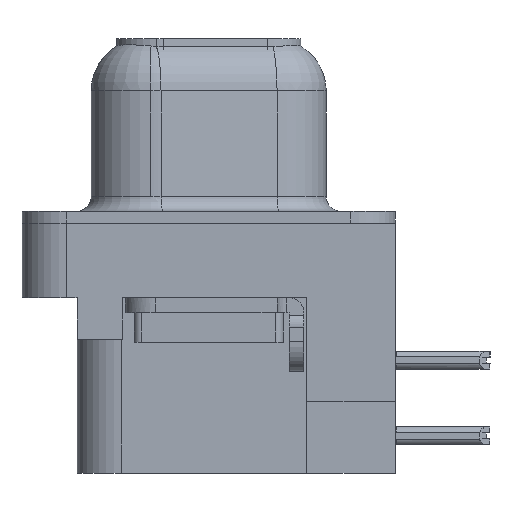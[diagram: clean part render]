
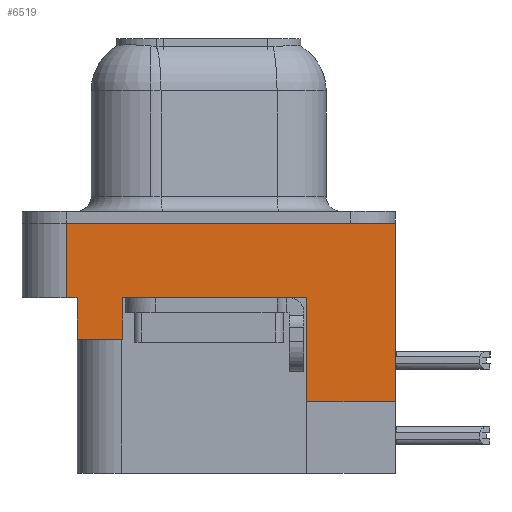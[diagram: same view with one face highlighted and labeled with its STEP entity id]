
A CAD part, left-side view. The second image highlights one B-rep face of the part: STEP entity #6519.
In plain terms, the highlighted planar face has unit normal (-1, 0, 0).
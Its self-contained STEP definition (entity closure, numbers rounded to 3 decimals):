
#235 = DIRECTION ( 'NONE',  ( 0., -1., 0. ) ) ;
#343 = CARTESIAN_POINT ( 'NONE',  ( -2.91, -6.275, 0. ) ) ;
#819 = LINE ( 'NONE', #8097, #14866 ) ;
#967 = ORIENTED_EDGE ( 'NONE', *, *, #11553, .F. ) ;
#1275 = PLANE ( 'NONE',  #5335 ) ;
#1911 = EDGE_CURVE ( 'NONE', #11520, #9265, #12392, .T. ) ;
#1931 = EDGE_LOOP ( 'NONE', ( #967, #22131, #8485, #17044, #12486, #13780, #8096, #19579, #15289, #22876 ) ) ;
#2605 = CARTESIAN_POINT ( 'NONE',  ( -2.91, 4.775, 0. ) ) ;
#2864 = VECTOR ( 'NONE', #12129, 1000. ) ;
#3775 = VECTOR ( 'NONE', #22796, 1000. ) ;
#3964 = DIRECTION ( 'NONE',  ( 0., 0., 1. ) ) ;
#4718 = CARTESIAN_POINT ( 'NONE',  ( -2.91, -6.275, -2.5 ) ) ;
#4838 = CARTESIAN_POINT ( 'NONE',  ( -2.91, 4.775, -2.5 ) ) ;
#5124 = CARTESIAN_POINT ( 'NONE',  ( -2.91, -3.295, -2.5 ) ) ;
#5335 = AXIS2_PLACEMENT_3D ( 'NONE', #4718, #19013, #8322 ) ;
#5551 = EDGE_CURVE ( 'NONE', #7067, #9794, #16195, .T. ) ;
#6026 = CARTESIAN_POINT ( 'NONE',  ( -2.91, 2.895, -2.5 ) ) ;
#6250 = LINE ( 'NONE', #16421, #15707 ) ;
#6276 = DIRECTION ( 'NONE',  ( 0., 1., 0. ) ) ;
#6519 = ADVANCED_FACE ( 'NONE', ( #20102 ), #1275, .T. ) ;
#6742 = EDGE_CURVE ( 'NONE', #14790, #22270, #12529, .T. ) ;
#7067 = VERTEX_POINT ( 'NONE', #18503 ) ;
#7812 = VECTOR ( 'NONE', #19554, 1000. ) ;
#7855 = VECTOR ( 'NONE', #10171, 1000. ) ;
#8096 = ORIENTED_EDGE ( 'NONE', *, *, #22255, .F. ) ;
#8097 = CARTESIAN_POINT ( 'NONE',  ( -2.91, -6.275, -2.5 ) ) ;
#8322 = DIRECTION ( 'NONE',  ( 0., 0., 1. ) ) ;
#8398 = VECTOR ( 'NONE', #21940, 1000. ) ;
#8485 = ORIENTED_EDGE ( 'NONE', *, *, #1911, .F. ) ;
#8544 = CARTESIAN_POINT ( 'NONE',  ( -2.91, 4.425, -3.9 ) ) ;
#8788 = LINE ( 'NONE', #15236, #14072 ) ;
#8899 = VERTEX_POINT ( 'NONE', #6026 ) ;
#9177 = EDGE_CURVE ( 'NONE', #21705, #11520, #16924, .T. ) ;
#9265 = VERTEX_POINT ( 'NONE', #343 ) ;
#9513 = CARTESIAN_POINT ( 'NONE',  ( -2.91, -6.275, -2.5 ) ) ;
#9794 = VERTEX_POINT ( 'NONE', #5124 ) ;
#10171 = DIRECTION ( 'NONE',  ( 0., 0., 1. ) ) ;
#10325 = CARTESIAN_POINT ( 'NONE',  ( -2.91, -6.275, -2.5 ) ) ;
#10355 = EDGE_CURVE ( 'NONE', #20631, #9265, #13257, .T. ) ;
#11128 = EDGE_CURVE ( 'NONE', #13478, #8899, #6250, .T. ) ;
#11224 = LINE ( 'NONE', #8544, #2864 ) ;
#11463 = CARTESIAN_POINT ( 'NONE',  ( -2.91, -3.295, -8.4 ) ) ;
#11520 = VERTEX_POINT ( 'NONE', #2605 ) ;
#11553 = EDGE_CURVE ( 'NONE', #20631, #7067, #8788, .T. ) ;
#12129 = DIRECTION ( 'NONE',  ( 0., 1., 0. ) ) ;
#12392 = LINE ( 'NONE', #19322, #21314 ) ;
#12486 = ORIENTED_EDGE ( 'NONE', *, *, #17501, .T. ) ;
#12529 = LINE ( 'NONE', #21397, #7812 ) ;
#13156 = DIRECTION ( 'NONE',  ( 0., -1., 0. ) ) ;
#13257 = LINE ( 'NONE', #10325, #3775 ) ;
#13478 = VERTEX_POINT ( 'NONE', #20845 ) ;
#13510 = CARTESIAN_POINT ( 'NONE',  ( -2.91, 4.775, -2.5 ) ) ;
#13780 = ORIENTED_EDGE ( 'NONE', *, *, #6742, .F. ) ;
#13866 = CARTESIAN_POINT ( 'NONE',  ( -2.91, 4.425, -3.9 ) ) ;
#14072 = VECTOR ( 'NONE', #6276, 1000. ) ;
#14790 = VERTEX_POINT ( 'NONE', #13866 ) ;
#14866 = VECTOR ( 'NONE', #235, 1000. ) ;
#15236 = CARTESIAN_POINT ( 'NONE',  ( -2.91, -6.495, -6. ) ) ;
#15289 = ORIENTED_EDGE ( 'NONE', *, *, #19480, .T. ) ;
#15707 = VECTOR ( 'NONE', #3964, 1000. ) ;
#16195 = LINE ( 'NONE', #11463, #7855 ) ;
#16421 = CARTESIAN_POINT ( 'NONE',  ( -2.91, 2.895, -3.9 ) ) ;
#16924 = LINE ( 'NONE', #4838, #21089 ) ;
#17044 = ORIENTED_EDGE ( 'NONE', *, *, #9177, .F. ) ;
#17308 = LINE ( 'NONE', #9513, #8398 ) ;
#17501 = EDGE_CURVE ( 'NONE', #21705, #22270, #819, .T. ) ;
#18503 = CARTESIAN_POINT ( 'NONE',  ( -2.91, -3.295, -6. ) ) ;
#19013 = DIRECTION ( 'NONE',  ( -1., 0., 0. ) ) ;
#19322 = CARTESIAN_POINT ( 'NONE',  ( -2.91, -6.275, 0. ) ) ;
#19480 = EDGE_CURVE ( 'NONE', #8899, #9794, #17308, .T. ) ;
#19554 = DIRECTION ( 'NONE',  ( 0., 0., 1. ) ) ;
#19579 = ORIENTED_EDGE ( 'NONE', *, *, #11128, .T. ) ;
#20102 = FACE_OUTER_BOUND ( 'NONE', #1931, .T. ) ;
#20631 = VERTEX_POINT ( 'NONE', #22537 ) ;
#20845 = CARTESIAN_POINT ( 'NONE',  ( -2.91, 2.895, -3.9 ) ) ;
#21000 = CARTESIAN_POINT ( 'NONE',  ( -2.91, 4.425, -2.5 ) ) ;
#21089 = VECTOR ( 'NONE', #22730, 1000. ) ;
#21314 = VECTOR ( 'NONE', #13156, 1000. ) ;
#21397 = CARTESIAN_POINT ( 'NONE',  ( -2.91, 4.425, -3.9 ) ) ;
#21705 = VERTEX_POINT ( 'NONE', #13510 ) ;
#21940 = DIRECTION ( 'NONE',  ( 0., -1., 0. ) ) ;
#22131 = ORIENTED_EDGE ( 'NONE', *, *, #10355, .T. ) ;
#22255 = EDGE_CURVE ( 'NONE', #13478, #14790, #11224, .T. ) ;
#22270 = VERTEX_POINT ( 'NONE', #21000 ) ;
#22537 = CARTESIAN_POINT ( 'NONE',  ( -2.91, -6.275, -6. ) ) ;
#22730 = DIRECTION ( 'NONE',  ( 0., 0., 1. ) ) ;
#22796 = DIRECTION ( 'NONE',  ( 0., 0., 1. ) ) ;
#22876 = ORIENTED_EDGE ( 'NONE', *, *, #5551, .F. ) ;
